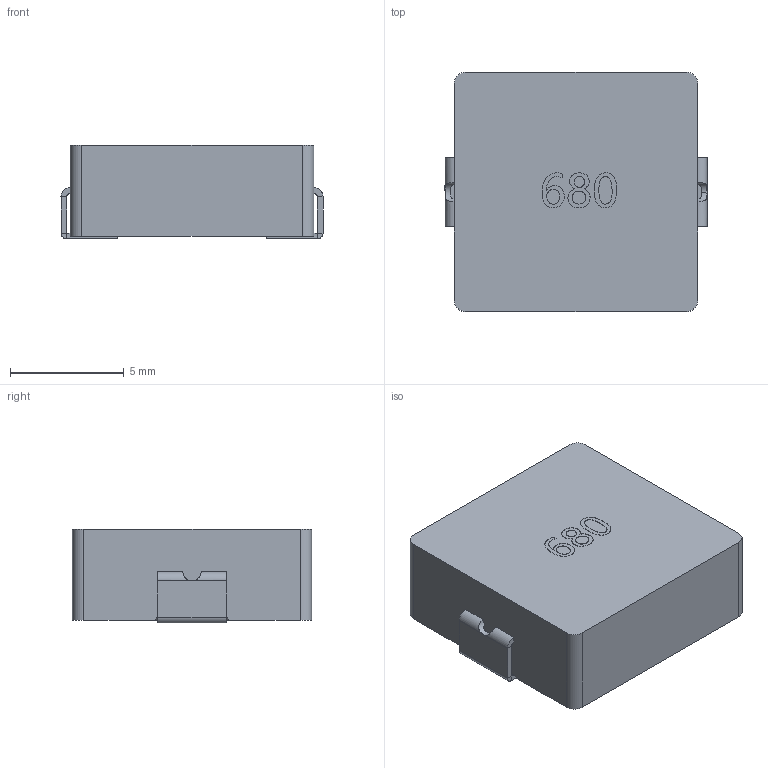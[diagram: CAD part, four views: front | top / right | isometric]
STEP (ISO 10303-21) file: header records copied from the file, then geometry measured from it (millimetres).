
FILE_DESCRIPTION (( 'STEP AP214' ), '1' );
FILE_NAME ('ind1040.STEP', '2023-01-31T06:45:48', ( '' ), ( '' ), 'SwSTEP 2.0', 'SolidWorks 2019', '' );
FILE_SCHEMA (( 'AUTOMOTIVE_DESIGN' ));
Length unit declared in the file: millimetre
Products named in the file (1): ind1040
Bounding box: 11.5 x 10.5 x 4.12 mm (x, y, z)
Volume: 453.2 mm3; surface area: 423.2 mm2
Topology: 1 solids, 1 shells, 102 faces, 261 edges, 164 vertices
Faces by surface type: plane 49, bspline 36, cylinder 17
Entity records: 6514 total; most frequent: CARTESIAN_POINT 3129, ORIENTED_EDGE 522, DIRECTION 339, EDGE_CURVE 261, VERTEX_POINT 164, LINE 157, VECTOR 157, EDGE_LOOP 113
